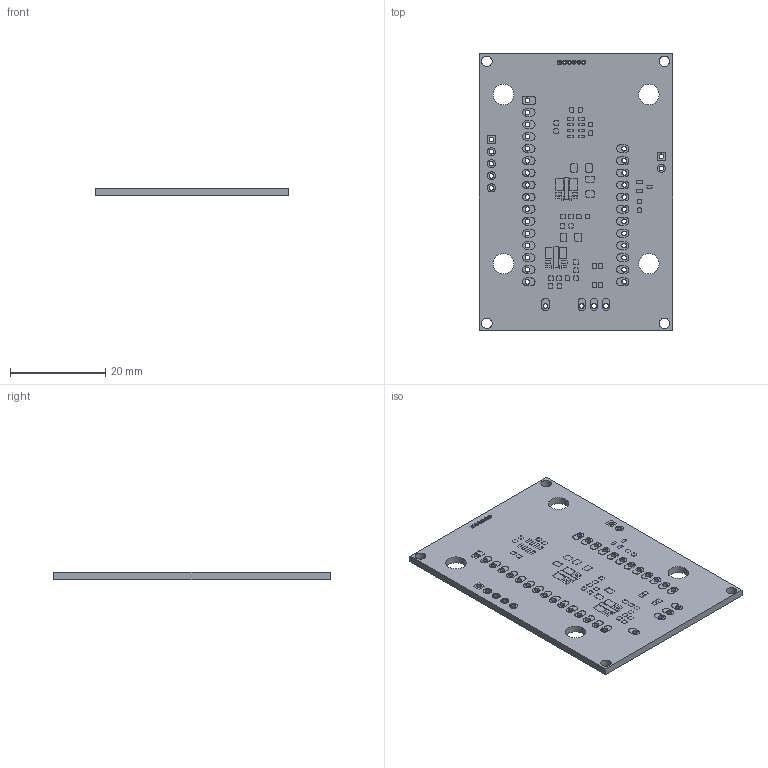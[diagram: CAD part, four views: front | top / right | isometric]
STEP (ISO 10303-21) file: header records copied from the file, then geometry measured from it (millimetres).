
FILE_DESCRIPTION(('KiCad electronic assembly'),'2;1');
FILE_NAME('IEE_Drone_2026.step','2025-09-29T08:58:30',('Pcbnew'),( 'Kicad'),'Open CASCADE STEP processor 7.8','KiCad to STEP converter' ,'Unknown');
FILE_SCHEMA(('AUTOMOTIVE_DESIGN { 1 0 10303 214 1 1 1 1 }'));
Length unit declared in the file: millimetre
Products named in the file (3): IEE_Drone_2026 1; IEE_Drone_2026_pad; IEE_Drone_2026_PCB
Assembly tree (2 placements, depth 2):
  IEE_Drone_2026 1
    IEE_Drone_2026_pad
    IEE_Drone_2026_PCB
Bounding box: 40.55 x 58 x 1.59 mm (x, y, z)
Volume: 3409.4 mm3; surface area: 6152.4 mm2
Topology: 197 solids, 197 shells, 1339 faces, 2835 edges, 1890 vertices
Faces by surface type: plane 798, cylinder 541
Full cylindrical faces by diameter (mm): 0.45 x18, 0.5 x12, 0.85 x10, 0.95 x117, 1 x78, 1.7 x10, 2.2 x4, 4.3 x4
Entity records: 38000 total; most frequent: DIRECTION 6601, CARTESIAN_POINT 6067, ORIENTED_EDGE 5670, EDGE_CURVE 2835, AXIS2_PLACEMENT_3D 2424, VERTEX_POINT 1890, LINE 1753, VECTOR 1753
